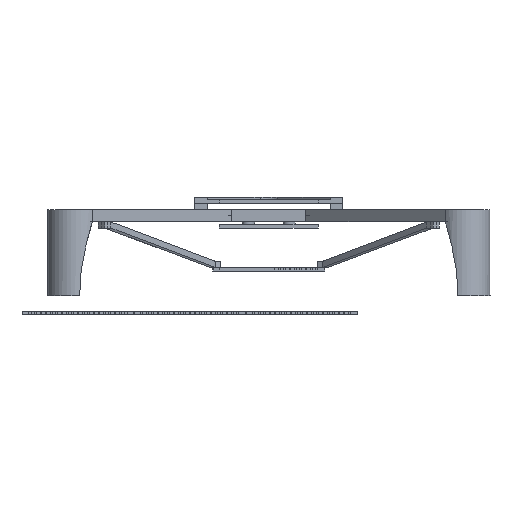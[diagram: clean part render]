
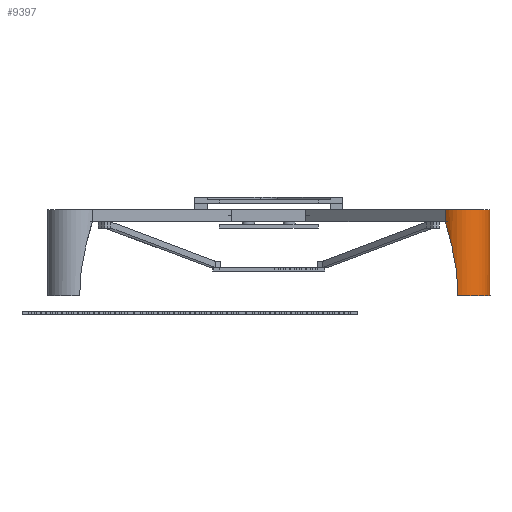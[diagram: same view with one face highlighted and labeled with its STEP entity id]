
A CAD part, left-side view. The second image highlights one B-rep face of the part: STEP entity #9397.
In plain terms, the highlighted cylindrical face has radius 21.213 mm (diameter 42.426 mm), a partial arc.
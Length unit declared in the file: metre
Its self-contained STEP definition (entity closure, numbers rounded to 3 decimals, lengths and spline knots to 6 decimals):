
#10=B_SPLINE_CURVE_WITH_KNOTS('',3,(#13544,#13545,#13546,#13547,#13548,
#13549,#13550),.UNSPECIFIED.,.F.,.F.,(4,1,1,1,4),(0.,0.01531,
0.03062,0.045929,0.061239),.UNSPECIFIED.);
#11=B_SPLINE_CURVE_WITH_KNOTS('',3,(#13552,#13553,#13554,#13555,#13556,
#13557,#13558,#13559),.UNSPECIFIED.,.F.,.F.,(4,1,1,1,1,4),(0.,0.015313,
0.030626,0.038283,0.045939,0.061252),
 .UNSPECIFIED.);
#154=CIRCLE('',#9981,0.021213);
#163=CIRCLE('',#10001,0.021213);
#246=CYLINDRICAL_SURFACE('',#10006,0.021213);
#1121=ORIENTED_EDGE('',*,*,#3248,.F.);
#1122=ORIENTED_EDGE('',*,*,#3253,.F.);
#1123=ORIENTED_EDGE('',*,*,#3214,.T.);
#1124=ORIENTED_EDGE('',*,*,#3212,.F.);
#1125=ORIENTED_EDGE('',*,*,#3213,.T.);
#1126=ORIENTED_EDGE('',*,*,#3252,.T.);
#3212=EDGE_CURVE('',#4376,#4375,#154,.T.);
#3213=EDGE_CURVE('',#4376,#4377,#10,.T.);
#3214=EDGE_CURVE('',#4378,#4375,#11,.T.);
#3248=EDGE_CURVE('',#4404,#4403,#163,.T.);
#3252=EDGE_CURVE('',#4377,#4403,#5348,.T.);
#3253=EDGE_CURVE('',#4378,#4404,#5349,.T.);
#4375=VERTEX_POINT('',#13540);
#4376=VERTEX_POINT('',#13541);
#4377=VERTEX_POINT('',#13551);
#4378=VERTEX_POINT('',#13560);
#4403=VERTEX_POINT('',#13627);
#4404=VERTEX_POINT('',#13629);
#5348=LINE('',#13637,#6510);
#5349=LINE('',#13639,#6511);
#6510=VECTOR('',#11182,1.);
#6511=VECTOR('',#11185,1.);
#7587=EDGE_LOOP('',(#1121,#1122,#1123,#1124,#1125,#1126));
#8351=FACE_BOUND('',#7587,.T.);
#9397=ADVANCED_FACE('',(#8351),#246,.T.);
#9981=AXIS2_PLACEMENT_3D('',#13542,#11106,#11107);
#10001=AXIS2_PLACEMENT_3D('',#13630,#11171,#11172);
#10006=AXIS2_PLACEMENT_3D('',#13640,#11186,#11187);
#11106=DIRECTION('',(0.,0.,-1.));
#11107=DIRECTION('',(-1.,0.,0.));
#11171=DIRECTION('',(0.,0.,1.));
#11172=DIRECTION('',(1.,0.,0.));
#11182=DIRECTION('',(0.,0.,1.));
#11185=DIRECTION('',(0.,0.,1.));
#11186=DIRECTION('',(0.,0.,1.));
#11187=DIRECTION('',(1.,0.,0.));
#13540=CARTESIAN_POINT('',(-0.178799,-0.153333,-0.07));
#13541=CARTESIAN_POINT('',(-0.153333,-0.178799,-0.07));
#13542=CARTESIAN_POINT('',(-0.158137,-0.158137,-0.07));
#13544=CARTESIAN_POINT('',(-0.153333,-0.178799,-0.07));
#13545=CARTESIAN_POINT('',(-0.153426,-0.178821,-0.064836));
#13546=CARTESIAN_POINT('',(-0.153003,-0.178735,-0.05459));
#13547=CARTESIAN_POINT('',(-0.150746,-0.1781,-0.039469));
#13548=CARTESIAN_POINT('',(-0.147264,-0.17653,-0.024494));
#13549=CARTESIAN_POINT('',(-0.144508,-0.174508,-0.01478));
#13550=CARTESIAN_POINT('',(-0.143137,-0.173137,-0.01));
#13551=CARTESIAN_POINT('',(-0.143137,-0.173137,-0.01));
#13552=CARTESIAN_POINT('',(-0.173137,-0.143137,-0.01));
#13553=CARTESIAN_POINT('',(-0.17451,-0.14451,-0.014787));
#13554=CARTESIAN_POINT('',(-0.17652,-0.147251,-0.024457));
#13555=CARTESIAN_POINT('',(-0.177827,-0.150134,-0.036825));
#13556=CARTESIAN_POINT('',(-0.178411,-0.151857,-0.046905));
#13557=CARTESIAN_POINT('',(-0.178758,-0.153111,-0.057138));
#13558=CARTESIAN_POINT('',(-0.178821,-0.153426,-0.064845));
#13559=CARTESIAN_POINT('',(-0.178799,-0.153333,-0.07));
#13560=CARTESIAN_POINT('',(-0.173137,-0.143137,-0.01));
#13627=CARTESIAN_POINT('',(-0.143137,-0.173137,0.));
#13629=CARTESIAN_POINT('',(-0.173137,-0.143137,0.));
#13630=CARTESIAN_POINT('',(-0.158137,-0.158137,0.));
#13637=CARTESIAN_POINT('',(-0.143137,-0.173137,-0.01));
#13639=CARTESIAN_POINT('',(-0.173137,-0.143137,-0.01));
#13640=CARTESIAN_POINT('',(-0.158137,-0.158137,-0.01));
